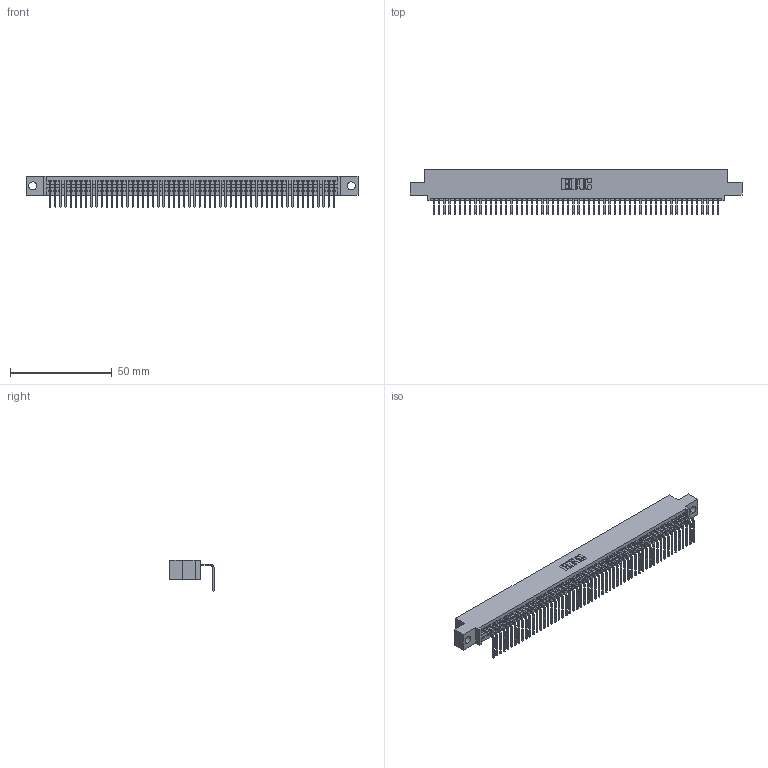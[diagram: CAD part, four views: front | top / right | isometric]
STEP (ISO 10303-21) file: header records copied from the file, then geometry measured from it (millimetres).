
FILE_DESCRIPTION (( 'STEP AP203' ), '1' );
FILE_NAME ('345-056-558-404.STEP', '2021-06-10T14:44:59', ( '' ), ( '' ), 'SwSTEP 2.0', 'SolidWorks 2020', '' );
FILE_SCHEMA (( 'CONFIG_CONTROL_DESIGN' ));
Length unit declared in the file: inch
Products named in the file (3): 345-056-558-404; 345 Part_0.110 Offset - 0.156 Dia-TI; 345-292-001_558 Tail - 2
Assembly tree (57 placements, depth 2):
  345-056-558-404
    345 Part_0.110 Offset - 0.156 Dia-TI
    345-292-001_558 Tail - 2  x56
Bounding box: 163.45 x 21.83 x 15.37 mm (x, y, z)
Volume: 15646.5 mm3; surface area: 22003.8 mm2
Topology: 57 solids, 57 shells, 3504 faces, 10581 edges, 6978 vertices
Faces by surface type: plane 2450, cylinder 1054
Entity records: 40897 total; most frequent: CARTESIAN_POINT 7094, ORIENTED_EDGE 7082, DIRECTION 6173, EDGE_CURVE 3541, VECTOR 3185, LINE 3185, VERTEX_POINT 2358, AXIS2_PLACEMENT_3D 1494
